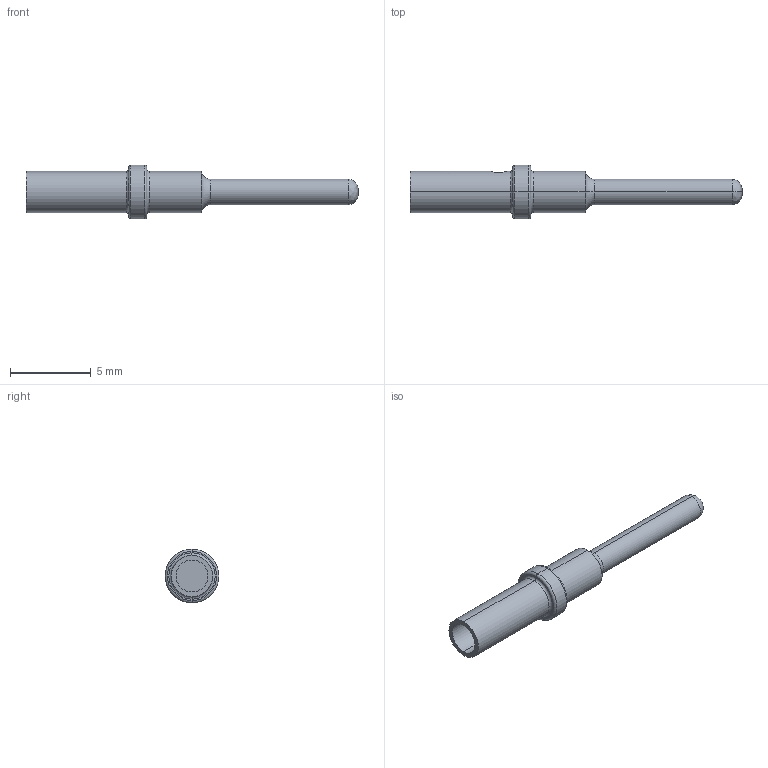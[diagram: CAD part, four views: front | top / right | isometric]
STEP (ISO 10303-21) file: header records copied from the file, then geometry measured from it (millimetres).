
FILE_DESCRIPTION((''),'2;1');
FILE_NAME('AT60-215-1631','2016-01-07T',('orion.li'),(''),'PRO/ENGINEER BY PARAMETRIC TECHNOLOGY CORPORATION, 2013230','PRO/ENGINEER BY PARAMETRIC TECHNOLOGY CORPORATION, 2013230','');
FILE_SCHEMA(('CONFIG_CONTROL_DESIGN'));
Length unit declared in the file: millimetre
Products named in the file (1): AT60-215-1631
Bounding box: 20.57 x 3.34 x 3.34 mm (x, y, z)
Volume: 73.1 mm3; surface area: 164.6 mm2
Topology: 1 solids, 1 shells, 30 faces, 58 edges, 34 vertices
Faces by surface type: cylinder 13, torus 10, plane 5, bspline 2
Entity records: 904 total; most frequent: CARTESIAN_POINT 232, DIRECTION 152, ORIENTED_EDGE 116, AXIS2_PLACEMENT_3D 70, EDGE_CURVE 58, CIRCLE 42, VERTEX_POINT 34, EDGE_LOOP 34
